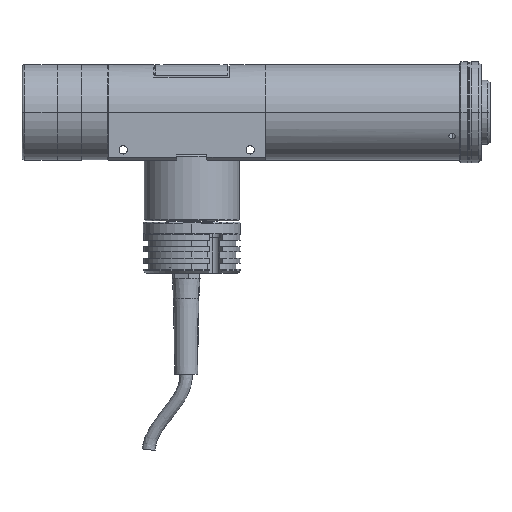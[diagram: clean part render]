
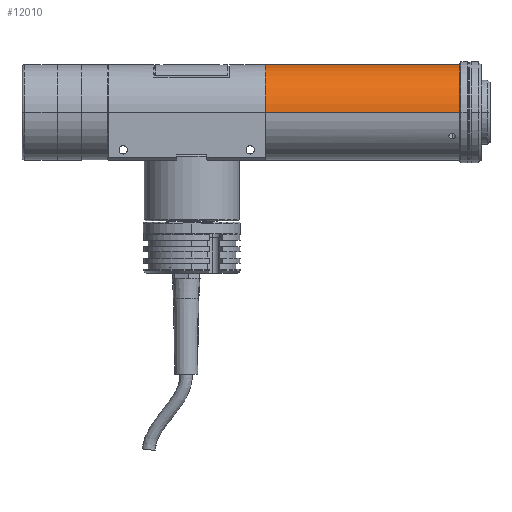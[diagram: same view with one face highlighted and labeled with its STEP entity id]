
A CAD part, top view. The second image highlights one B-rep face of the part: STEP entity #12010.
In plain terms, the highlighted cylindrical face has radius 18.85 mm (diameter 37.7 mm), a partial arc.
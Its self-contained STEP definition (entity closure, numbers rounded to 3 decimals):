
#96 = CARTESIAN_POINT ( 'NONE',  ( 302.331, 18.809, 1.25 ) ) ;
#141 = CARTESIAN_POINT ( 'NONE',  ( 301.113, 18.848, -0.327 ) ) ;
#301 = AXIS2_PLACEMENT_3D ( 'NONE', #5920, #13293, #6964 ) ;
#459 = CARTESIAN_POINT ( 'NONE',  ( 302.331, 18.809, 1.25 ) ) ;
#575 = CARTESIAN_POINT ( 'NONE',  ( 303.581, 18.85, -0.166 ) ) ;
#644 = VERTEX_POINT ( 'NONE', #6980 ) ;
#906 = ORIENTED_EDGE ( 'NONE', *, *, #8599, .F. ) ;
#1189 = CARTESIAN_POINT ( 'NONE',  ( 301.33, 18.835, -0.767 ) ) ;
#1632 = CARTESIAN_POINT ( 'NONE',  ( 303.549, 18.848, 0.326 ) ) ;
#1726 = VERTEX_POINT ( 'NONE', #459 ) ;
#2241 = LINE ( 'NONE', #4328, #7818 ) ;
#2252 = CARTESIAN_POINT ( 'NONE',  ( 301.701, 18.818, -1.092 ) ) ;
#2503 = CARTESIAN_POINT ( 'NONE',  ( 228.54, 0., 0. ) ) ;
#2712 = CARTESIAN_POINT ( 'NONE',  ( 303.416, 18.84, 0.625 ) ) ;
#2911 = CARTESIAN_POINT ( 'NONE',  ( 6.83, 0., -18.85 ) ) ;
#3266 = CARTESIAN_POINT ( 'NONE',  ( 301.701, 18.818, 1.092 ) ) ;
#3316 = CARTESIAN_POINT ( 'NONE',  ( 302.006, 18.811, -1.21 ) ) ;
#3558 = DIRECTION ( 'NONE',  ( 0., 0., 1. ) ) ;
#3639 = CARTESIAN_POINT ( 'NONE',  ( 228.54, 0., -18.85 ) ) ;
#3686 = ORIENTED_EDGE ( 'NONE', *, *, #9696, .T. ) ;
#3715 = CARTESIAN_POINT ( 'NONE',  ( 302.494, 18.809, -1.25 ) ) ;
#3741 = CARTESIAN_POINT ( 'NONE',  ( 305.331, 0., 18.85 ) ) ;
#3768 = CARTESIAN_POINT ( 'NONE',  ( 303.273, 18.832, 0.826 ) ) ;
#4128 = EDGE_CURVE ( 'NONE', #8316, #12399, #7571, .T. ) ;
#4275 = EDGE_CURVE ( 'NONE', #1726, #5031, #8909, .T. ) ;
#4307 = CARTESIAN_POINT ( 'NONE',  ( 301.331, 18.835, 0.768 ) ) ;
#4328 = CARTESIAN_POINT ( 'NONE',  ( 6.83, 0., 18.85 ) ) ;
#4351 = CARTESIAN_POINT ( 'NONE',  ( 302.249, 18.809, -1.25 ) ) ;
#4757 = CARTESIAN_POINT ( 'NONE',  ( 302.959, 18.818, -1.093 ) ) ;
#4802 = CARTESIAN_POINT ( 'NONE',  ( 302.961, 18.818, 1.092 ) ) ;
#5031 = VERTEX_POINT ( 'NONE', #7296 ) ;
#5377 = CARTESIAN_POINT ( 'NONE',  ( 301.114, 18.848, 0.328 ) ) ;
#5558 = EDGE_LOOP ( 'NONE', ( #7939, #3686 ) ) ;
#5831 = CARTESIAN_POINT ( 'NONE',  ( 303.329, 18.835, -0.769 ) ) ;
#5882 = CARTESIAN_POINT ( 'NONE',  ( 302.496, 18.809, 1.25 ) ) ;
#5920 = CARTESIAN_POINT ( 'NONE',  ( 305.331, 0., 0. ) ) ;
#6441 = CARTESIAN_POINT ( 'NONE',  ( 301.081, 18.85, -0.163 ) ) ;
#6519 = ORIENTED_EDGE ( 'NONE', *, *, #13129, .F. ) ;
#6754 = FACE_BOUND ( 'NONE', #5558, .T. ) ;
#6797 = AXIS2_PLACEMENT_3D ( 'NONE', #2503, #9868, #3558 ) ;
#6885 = CARTESIAN_POINT ( 'NONE',  ( 303.548, 18.848, -0.328 ) ) ;
#6964 = DIRECTION ( 'NONE',  ( 0., 0., 1. ) ) ;
#6980 = CARTESIAN_POINT ( 'NONE',  ( 228.54, 0., 18.85 ) ) ;
#7296 = CARTESIAN_POINT ( 'NONE',  ( 302.331, 18.809, -1.25 ) ) ;
#7473 = CARTESIAN_POINT ( 'NONE',  ( 301.238, 18.84, -0.629 ) ) ;
#7571 = LINE ( 'NONE', #2911, #10394 ) ;
#7818 = VECTOR ( 'NONE', #11683, 1000. ) ;
#7898 = EDGE_LOOP ( 'NONE', ( #10514, #11072, #906, #6519 ) ) ;
#7925 = CARTESIAN_POINT ( 'NONE',  ( 303.581, 18.85, 0.164 ) ) ;
#7939 = ORIENTED_EDGE ( 'NONE', *, *, #4275, .T. ) ;
#8316 = VERTEX_POINT ( 'NONE', #11384 ) ;
#8356 = CIRCLE ( 'NONE', #6797, 18.85 ) ;
#8538 = CARTESIAN_POINT ( 'NONE',  ( 301.563, 18.824, -1. ) ) ;
#8599 = EDGE_CURVE ( 'NONE', #644, #12399, #8356, .T. ) ;
#8909 = B_SPLINE_CURVE_WITH_KNOTS ( 'NONE', 3,
 ( #96, #12702, #9574, #3266, #10619, #4307, #11670, #5377, #12755, #6441, #141, #7473, #1189, #8538, #2252, #9616, #3316, #10665, #4351, #11707 ),
 .UNSPECIFIED., .F., .F.,
 ( 4, 2, 2, 2, 2, 2, 2, 2, 2, 4 ),
 ( 0., 0., 0.001, 0.001, 0.002, 0.002, 0.003, 0.003, 0.004, 0.004 ),
 .UNSPECIFIED. ) ;
#8989 = CARTESIAN_POINT ( 'NONE',  ( 303.455, 18.842, 0.554 ) ) ;
#9574 = CARTESIAN_POINT ( 'NONE',  ( 302.003, 18.811, 1.217 ) ) ;
#9616 = CARTESIAN_POINT ( 'NONE',  ( 301.928, 18.813, -1.186 ) ) ;
#9686 = B_SPLINE_CURVE_WITH_KNOTS ( 'NONE', 3,
 ( #10018, #3715, #11074, #4757, #12137, #5831, #13206, #6885, #575, #7925, #1632, #8989, #2712, #10065, #3768, #11116, #4802, #12178, #5882, #13251 ),
 .UNSPECIFIED., .F., .F.,
 ( 4, 2, 2, 2, 2, 2, 2, 2, 2, 4 ),
 ( 0.004, 0.004, 0.005, 0.005, 0.006, 0.006, 0.007, 0.007, 0.007, 0.008 ),
 .UNSPECIFIED. ) ;
#9696 = EDGE_CURVE ( 'NONE', #5031, #1726, #9686, .T. ) ;
#9868 = DIRECTION ( 'NONE',  ( -1., 0., 0. ) ) ;
#10018 = CARTESIAN_POINT ( 'NONE',  ( 302.331, 18.809, -1.25 ) ) ;
#10050 = CARTESIAN_POINT ( 'NONE',  ( 6.83, 0., 0. ) ) ;
#10065 = CARTESIAN_POINT ( 'NONE',  ( 303.326, 18.835, 0.761 ) ) ;
#10394 = VECTOR ( 'NONE', #12388, 1000. ) ;
#10514 = ORIENTED_EDGE ( 'NONE', *, *, #12788, .T. ) ;
#10619 = CARTESIAN_POINT ( 'NONE',  ( 301.562, 18.824, 0.999 ) ) ;
#10665 = CARTESIAN_POINT ( 'NONE',  ( 302.166, 18.809, -1.242 ) ) ;
#11029 = CYLINDRICAL_SURFACE ( 'NONE', #11847, 18.85 ) ;
#11072 = ORIENTED_EDGE ( 'NONE', *, *, #4128, .T. ) ;
#11074 = CARTESIAN_POINT ( 'NONE',  ( 302.658, 18.811, -1.217 ) ) ;
#11116 = CARTESIAN_POINT ( 'NONE',  ( 303.1, 18.824, 0.999 ) ) ;
#11334 = DIRECTION ( 'NONE',  ( 0., 0., 1. ) ) ;
#11384 = CARTESIAN_POINT ( 'NONE',  ( 305.331, 0., -18.85 ) ) ;
#11670 = CARTESIAN_POINT ( 'NONE',  ( 301.238, 18.84, 0.629 ) ) ;
#11683 = DIRECTION ( 'NONE',  ( -1., 0., 0. ) ) ;
#11707 = CARTESIAN_POINT ( 'NONE',  ( 302.331, 18.809, -1.25 ) ) ;
#11847 = AXIS2_PLACEMENT_3D ( 'NONE', #10050, #12164, #11334 ) ;
#11970 = CIRCLE ( 'NONE', #301, 18.85 ) ;
#12010 = ADVANCED_FACE ( 'NONE', ( #6754, #12359 ), #11029, .T. ) ;
#12137 = CARTESIAN_POINT ( 'NONE',  ( 303.099, 18.824, -1. ) ) ;
#12164 = DIRECTION ( 'NONE',  ( -1., 0., 0. ) ) ;
#12178 = CARTESIAN_POINT ( 'NONE',  ( 302.66, 18.811, 1.217 ) ) ;
#12359 = FACE_OUTER_BOUND ( 'NONE', #7898, .T. ) ;
#12388 = DIRECTION ( 'NONE',  ( -1., 0., 0. ) ) ;
#12399 = VERTEX_POINT ( 'NONE', #3639 ) ;
#12702 = CARTESIAN_POINT ( 'NONE',  ( 302.166, 18.809, 1.25 ) ) ;
#12755 = CARTESIAN_POINT ( 'NONE',  ( 301.081, 18.85, 0.164 ) ) ;
#12788 = EDGE_CURVE ( 'NONE', #13359, #8316, #11970, .T. ) ;
#13129 = EDGE_CURVE ( 'NONE', #13359, #644, #2241, .T. ) ;
#13206 = CARTESIAN_POINT ( 'NONE',  ( 303.422, 18.84, -0.631 ) ) ;
#13251 = CARTESIAN_POINT ( 'NONE',  ( 302.331, 18.809, 1.25 ) ) ;
#13293 = DIRECTION ( 'NONE',  ( -1., 0., 0. ) ) ;
#13359 = VERTEX_POINT ( 'NONE', #3741 ) ;
